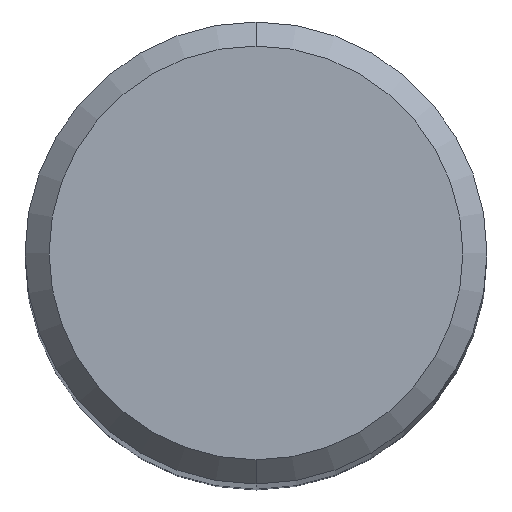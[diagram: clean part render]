
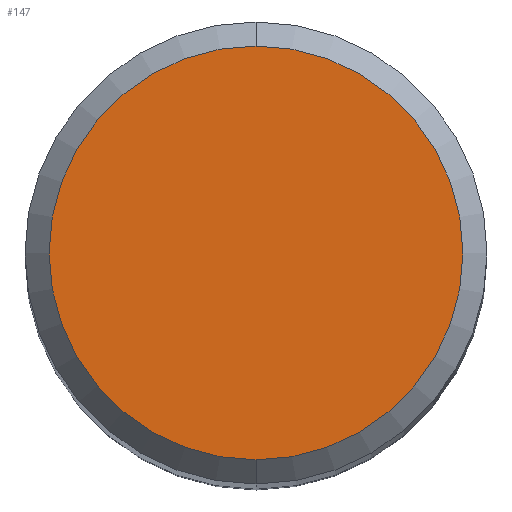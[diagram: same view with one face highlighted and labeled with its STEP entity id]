
A CAD part, top view. The second image highlights one B-rep face of the part: STEP entity #147.
In plain terms, the highlighted planar face has unit normal (0, 0, 1).
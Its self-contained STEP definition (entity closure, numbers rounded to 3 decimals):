
#139=VERTEX_POINT('',#370);
#147=ADVANCED_FACE('',(#378),#379,.T.);
#173=EDGE_CURVE('',#231,#139,#409,.T.);
#231=VERTEX_POINT('',#474);
#311=EDGE_CURVE('',#139,#231,#566,.T.);
#370=CARTESIAN_POINT('',(0.,-4.3,0.0));
#378=FACE_OUTER_BOUND('',#631,.T.);
#379=PLANE('',#632);
#409=CIRCLE('',#670,4.3);
#474=CARTESIAN_POINT('',(0.0,4.3,0.0));
#566=CIRCLE('',#875,4.3);
#631=EDGE_LOOP('',(#933,#934));
#632=AXIS2_PLACEMENT_3D('',#935,#936,#937);
#670=AXIS2_PLACEMENT_3D('',#974,#975,#976);
#875=AXIS2_PLACEMENT_3D('',#1188,#1189,#1190);
#933=ORIENTED_EDGE('',*,*,#173,.F.);
#934=ORIENTED_EDGE('',*,*,#311,.F.);
#935=CARTESIAN_POINT('',(0.0,2.15,0.0));
#936=DIRECTION('',(-0.0,0.0,1.0));
#937=DIRECTION('',(0.0,-1.0,0.0));
#974=CARTESIAN_POINT('',(0.0,0.0,0.0));
#975=DIRECTION('',(0.0,0.0,-1.0));
#976=DIRECTION('',(0.0,1.0,0.0));
#1188=CARTESIAN_POINT('',(0.0,0.0,0.0));
#1189=DIRECTION('',(0.0,0.0,-1.0));
#1190=DIRECTION('',(0.0,1.0,0.0));
